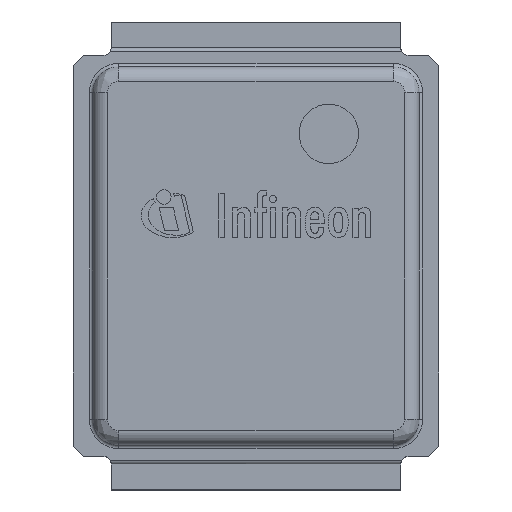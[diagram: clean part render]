
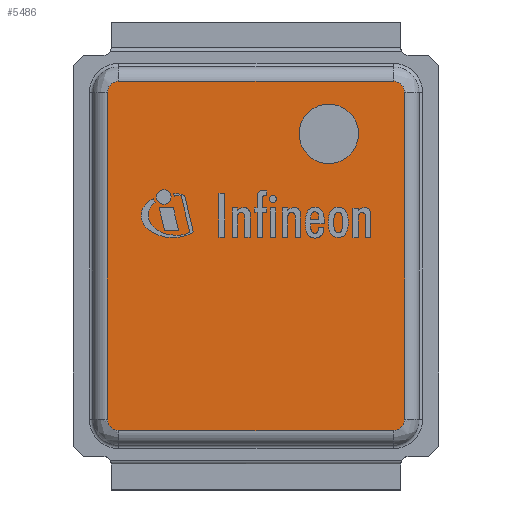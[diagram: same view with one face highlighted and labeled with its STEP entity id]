
A CAD part, top view. The second image highlights one B-rep face of the part: STEP entity #5486.
In plain terms, the highlighted planar face has unit normal (0, 0, 1).
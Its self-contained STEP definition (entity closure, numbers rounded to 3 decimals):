
#82=FACE_BOUND($,#910,.T.);
#83=FACE_BOUND($,#911,.T.);
#104=PLANE($,#5874);
#241=CIRCLE($,#5862,0.15);
#244=CIRCLE($,#5866,0.15);
#245=CIRCLE($,#5867,0.15);
#249=CIRCLE($,#5873,0.15);
#250=CIRCLE($,#5875,0.4);
#910=EDGE_LOOP($,(#3687));
#911=EDGE_LOOP($,(#3688,#3689,#3690,#3691,#3692,#3693,#3694,#3695));
#1264=LINE($,#8441,#1691);
#1265=LINE($,#8458,#1692);
#1266=LINE($,#8485,#1693);
#1267=LINE($,#8490,#1694);
#1691=VECTOR($,#6602,4.4);
#1692=VECTOR($,#6613,3.7);
#1693=VECTOR($,#6624,3.7);
#1694=VECTOR($,#6631,4.4);
#2205=VERTEX_POINT($,#8438);
#2206=VERTEX_POINT($,#8440);
#2207=VERTEX_POINT($,#8452);
#2208=VERTEX_POINT($,#8456);
#2209=VERTEX_POINT($,#8468);
#2210=VERTEX_POINT($,#8480);
#2211=VERTEX_POINT($,#8484);
#2212=VERTEX_POINT($,#8488);
#2213=VERTEX_POINT($,#8502);
#2778=EDGE_CURVE($,#2205,#2206,#1264,.T.);
#2781=EDGE_CURVE($,#2207,#2205,#241,.T.);
#2783=EDGE_CURVE($,#2208,#2207,#1265,.T.);
#2785=EDGE_CURVE($,#2209,#2208,#244,.T.);
#2786=EDGE_CURVE($,#2206,#2210,#245,.T.);
#2788=EDGE_CURVE($,#2210,#2211,#1266,.T.);
#2791=EDGE_CURVE($,#2212,#2209,#1267,.T.);
#2792=EDGE_CURVE($,#2211,#2212,#249,.T.);
#2793=EDGE_CURVE($,#2213,#2213,#250,.T.);
#3687=ORIENTED_EDGE($,*,*,#2793,.F.);
#3688=ORIENTED_EDGE($,*,*,#2781,.F.);
#3689=ORIENTED_EDGE($,*,*,#2783,.F.);
#3690=ORIENTED_EDGE($,*,*,#2785,.F.);
#3691=ORIENTED_EDGE($,*,*,#2791,.F.);
#3692=ORIENTED_EDGE($,*,*,#2792,.F.);
#3693=ORIENTED_EDGE($,*,*,#2788,.F.);
#3694=ORIENTED_EDGE($,*,*,#2786,.F.);
#3695=ORIENTED_EDGE($,*,*,#2778,.F.);
#5486=ADVANCED_FACE($,(#82,#83),#104,.T.);
#5862=AXIS2_PLACEMENT_3D($,#8454,#6607,#6608);
#5866=AXIS2_PLACEMENT_3D($,#8470,#6616,#6617);
#5867=AXIS2_PLACEMENT_3D($,#8481,#6618,#6619);
#5873=AXIS2_PLACEMENT_3D($,#8500,#6632,#6633);
#5874=AXIS2_PLACEMENT_3D($,#8501,#6634,#6635);
#5875=AXIS2_PLACEMENT_3D($,#8503,#6636,#6637);
#6602=DIRECTION($,(0.,1.,0.));
#6607=DIRECTION('center_axis',(0.,0.,
-1.));
#6608=DIRECTION('ref_axis',(0.707,0.707,0.));
#6613=DIRECTION($,(-1.,0.,0.));
#6616=DIRECTION('center_axis',(0.,0.,
-1.));
#6617=DIRECTION('ref_axis',(0.,1.,0.));
#6618=DIRECTION('center_axis',(0.,0.,
-1.));
#6619=DIRECTION('ref_axis',(1.,0.,0.));
#6624=DIRECTION($,(1.,0.,0.));
#6631=DIRECTION($,(0.,-1.,0.));
#6632=DIRECTION('center_axis',(0.,0.,
-1.));
#6633=DIRECTION('ref_axis',(0.,-1.,0.));
#6634=DIRECTION('center_axis',(0.,0.,1.));
#6635=DIRECTION('ref_axis',(0.,-1.,0.));
#6636=DIRECTION('center_axis',(0.,0.,1.));
#6637=DIRECTION('ref_axis',(-1.,0.,0.));
#8438=CARTESIAN_POINT('',(-2.,-2.2,0.565));
#8440=CARTESIAN_POINT('',(-2.,2.2,0.565));
#8441=CARTESIAN_POINT($,(-2.,-1.1,0.565));
#8452=CARTESIAN_POINT('',(-1.85,-2.35,0.565));
#8454=CARTESIAN_POINT('Origin',(-1.85,-2.2,0.565));
#8456=CARTESIAN_POINT('',(1.85,-2.35,0.565));
#8458=CARTESIAN_POINT($,(0.925,-2.35,0.565));
#8468=CARTESIAN_POINT('',(2.,-2.2,0.565));
#8470=CARTESIAN_POINT('Origin',(1.85,-2.2,0.565));
#8480=CARTESIAN_POINT('',(-1.85,2.35,0.565));
#8481=CARTESIAN_POINT('Origin',(-1.85,2.2,0.565));
#8484=CARTESIAN_POINT('',(1.85,2.35,0.565));
#8485=CARTESIAN_POINT($,(-0.925,2.35,0.565));
#8488=CARTESIAN_POINT('',(2.,2.2,0.565));
#8490=CARTESIAN_POINT($,(2.,1.1,0.565));
#8500=CARTESIAN_POINT('Origin',(1.85,2.2,0.565));
#8501=CARTESIAN_POINT('Origin',(0.,2.8,0.565));
#8502=CARTESIAN_POINT('',(1.38,1.644,0.565));
#8503=CARTESIAN_POINT('Origin',(0.98,1.644,0.565));
